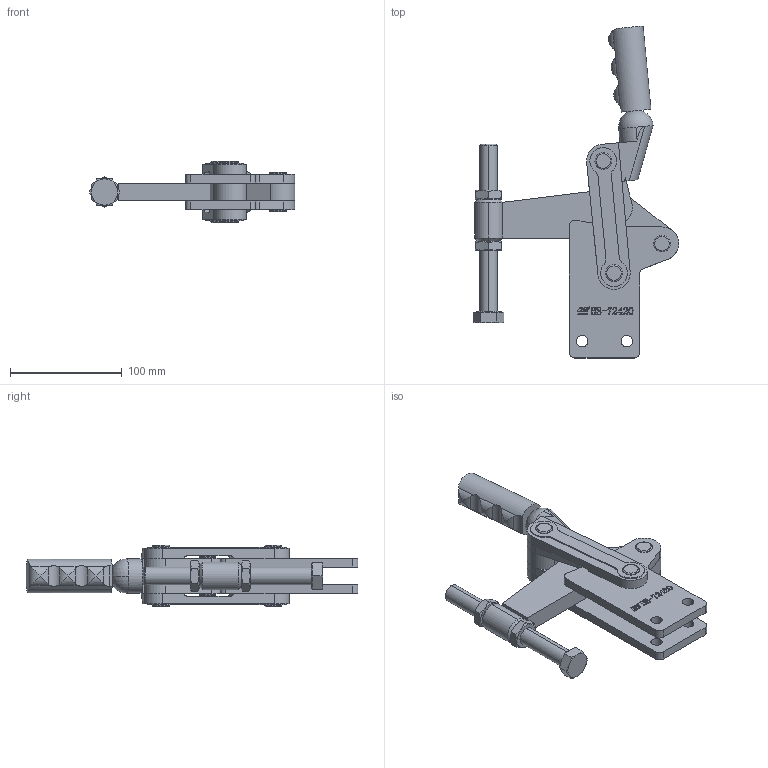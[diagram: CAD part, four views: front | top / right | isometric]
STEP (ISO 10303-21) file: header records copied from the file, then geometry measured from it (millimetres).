
FILE_DESCRIPTION (( 'STEP AP203' ), '1' );
FILE_NAME ('HS-72420 装配体.STEP', '2018-12-07T08:21:03', ( 'PCOS' ), ( '微软中国' ), 'SwSTEP 2.0', 'SolidWorks 2012', '' );
FILE_SCHEMA (( 'CONFIG_CONTROL_DESIGN' ));
Length unit declared in the file: millimetre
Products named in the file (10): HS-72420 蚾饜极; hex thin nuts-grades ab-chamfered gb_GB_FASTENER_NUT_STNAB M16-N; hexagon head bolts-full thread gb_GB_FASTENER_BOLT_STBAB A M16X150-N; 种2; 种1; 忒梟; 忒旋; 忒參; 蟀裝; 菁釱
Assembly tree (13 placements, depth 2):
  HS-72420 蚾饜极
    菁釱
    蟀裝  x2
    忒參
    忒旋
    忒梟
    种1  x2
    种2  x2
    hexagon head bolts-full thread gb_GB_FASTENER_BOLT_STBAB A M16X150-N
    hex thin nuts-grades ab-chamfered gb_GB_FASTENER_NUT_STNAB M16-N  x2
Bounding box: 184.17 x 297.65 x 55 mm (x, y, z)
Volume: 504960.1 mm3; surface area: 143250.5 mm2
Topology: 16 solids, 16 shells, 665 faces, 1727 edges, 1131 vertices
Faces by surface type: plane 304, cylinder 181, bspline 132, cone 30, torus 16, sphere 2
Entity records: 25599 total; most frequent: CARTESIAN_POINT 10044, ORIENTED_EDGE 3212, DIRECTION 2582, EDGE_CURVE 1606, VERTEX_POINT 1057, VECTOR 936, LINE 936, AXIS2_PLACEMENT_3D 823
